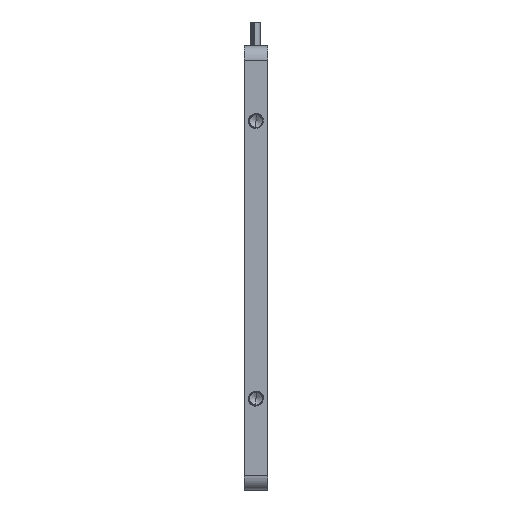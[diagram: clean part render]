
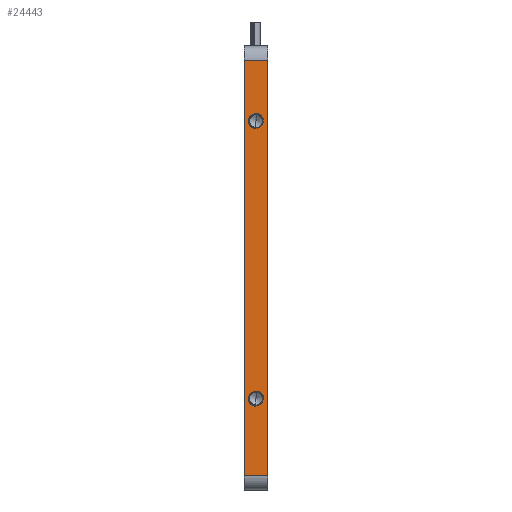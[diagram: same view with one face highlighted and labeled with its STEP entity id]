
A CAD part, left-side view. The second image highlights one B-rep face of the part: STEP entity #24443.
In plain terms, the highlighted planar face has unit normal (-1, 0, 0).
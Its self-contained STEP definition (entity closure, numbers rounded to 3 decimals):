
#685 = VERTEX_POINT ( 'NONE', #7327 ) ;
#785 = CARTESIAN_POINT ( 'NONE',  ( -154.85, 10., -92.65 ) ) ;
#842 = VERTEX_POINT ( 'NONE', #20741 ) ;
#1618 = VECTOR ( 'NONE', #14625, 1000. ) ;
#2487 = LINE ( 'NONE', #18004, #10450 ) ;
#3142 = CARTESIAN_POINT ( 'NONE',  ( -154.85, 10., 86.65 ) ) ;
#3200 = PLANE ( 'NONE',  #34118 ) ;
#3255 = AXIS2_PLACEMENT_3D ( 'NONE', #18670, #13662, #11085 ) ;
#4097 = EDGE_CURVE ( 'NONE', #842, #19437, #28724, .T. ) ;
#4223 = CARTESIAN_POINT ( 'NONE',  ( -154.85, 10., 86.65 ) ) ;
#4903 = DIRECTION ( 'NONE',  ( 0., 0., 1. ) ) ;
#6585 = AXIS2_PLACEMENT_3D ( 'NONE', #14426, #6831, #6991 ) ;
#6831 = DIRECTION ( 'NONE',  ( 1., 0., 0. ) ) ;
#6991 = DIRECTION ( 'NONE',  ( 0., 0., -1. ) ) ;
#7327 = CARTESIAN_POINT ( 'NONE',  ( -154.85, 5., 64.255 ) ) ;
#7836 = LINE ( 'NONE', #23499, #19207 ) ;
#8305 = ORIENTED_EDGE ( 'NONE', *, *, #4097, .T. ) ;
#8497 = EDGE_LOOP ( 'NONE', ( #30951, #22181 ) ) ;
#8510 = ORIENTED_EDGE ( 'NONE', *, *, #18541, .T. ) ;
#8898 = DIRECTION ( 'NONE',  ( 1., 0., 0. ) ) ;
#9799 = DIRECTION ( 'NONE',  ( 1., 0., 0. ) ) ;
#10450 = VECTOR ( 'NONE', #4903, 1000. ) ;
#10463 = EDGE_LOOP ( 'NONE', ( #32357, #14056, #24153, #8510 ) ) ;
#11085 = DIRECTION ( 'NONE',  ( 0., 0., -1. ) ) ;
#11328 = EDGE_LOOP ( 'NONE', ( #11513, #8305 ) ) ;
#11472 = FACE_OUTER_BOUND ( 'NONE', #10463, .T. ) ;
#11513 = ORIENTED_EDGE ( 'NONE', *, *, #30946, .T. ) ;
#11629 = LINE ( 'NONE', #4223, #21271 ) ;
#11898 = CARTESIAN_POINT ( 'NONE',  ( -154.85, 5., 58.245 ) ) ;
#12717 = CARTESIAN_POINT ( 'NONE',  ( -154.85, 10., -86.65 ) ) ;
#13409 = VERTEX_POINT ( 'NONE', #11898 ) ;
#13442 = CARTESIAN_POINT ( 'NONE',  ( -154.85, 5., -51.545 ) ) ;
#13662 = DIRECTION ( 'NONE',  ( 1., 0., 0. ) ) ;
#14056 = ORIENTED_EDGE ( 'NONE', *, *, #28462, .T. ) ;
#14426 = CARTESIAN_POINT ( 'NONE',  ( -154.85, 5., -54.55 ) ) ;
#14625 = DIRECTION ( 'NONE',  ( 0., -1., 0. ) ) ;
#16052 = AXIS2_PLACEMENT_3D ( 'NONE', #33405, #9799, #17735 ) ;
#16865 = CARTESIAN_POINT ( 'NONE',  ( -154.85, 10., -86.65 ) ) ;
#17053 = CIRCLE ( 'NONE', #6585, 3.005 ) ;
#17735 = DIRECTION ( 'NONE',  ( 0., 0., -1. ) ) ;
#18004 = CARTESIAN_POINT ( 'NONE',  ( -154.85, 0., -92.65 ) ) ;
#18541 = EDGE_CURVE ( 'NONE', #21414, #33410, #11629, .T. ) ;
#18670 = CARTESIAN_POINT ( 'NONE',  ( -154.85, 5., 61.25 ) ) ;
#19207 = VECTOR ( 'NONE', #25932, 1000. ) ;
#19437 = VERTEX_POINT ( 'NONE', #13442 ) ;
#19681 = DIRECTION ( 'NONE',  ( 1., 0., 0. ) ) ;
#20741 = CARTESIAN_POINT ( 'NONE',  ( -154.85, 5., -57.555 ) ) ;
#21271 = VECTOR ( 'NONE', #22804, 1000. ) ;
#21414 = VERTEX_POINT ( 'NONE', #24817 ) ;
#21974 = DIRECTION ( 'NONE',  ( 0., 0., -1. ) ) ;
#22113 = EDGE_CURVE ( 'NONE', #13409, #685, #23068, .T. ) ;
#22181 = ORIENTED_EDGE ( 'NONE', *, *, #22113, .T. ) ;
#22419 = CARTESIAN_POINT ( 'NONE',  ( -154.85, 5., 61.25 ) ) ;
#22804 = DIRECTION ( 'NONE',  ( 0., 1., 0. ) ) ;
#23068 = CIRCLE ( 'NONE', #33540, 3.005 ) ;
#23499 = CARTESIAN_POINT ( 'NONE',  ( -154.85, 10., -92.65 ) ) ;
#24153 = ORIENTED_EDGE ( 'NONE', *, *, #24890, .T. ) ;
#24207 = VERTEX_POINT ( 'NONE', #24655 ) ;
#24401 = FACE_BOUND ( 'NONE', #8497, .T. ) ;
#24443 = ADVANCED_FACE ( 'NONE', ( #24401, #29931, #11472 ), #3200, .F. ) ;
#24655 = CARTESIAN_POINT ( 'NONE',  ( -154.85, 0., -86.65 ) ) ;
#24784 = LINE ( 'NONE', #16865, #1618 ) ;
#24817 = CARTESIAN_POINT ( 'NONE',  ( -154.85, 0., 86.65 ) ) ;
#24890 = EDGE_CURVE ( 'NONE', #24207, #21414, #2487, .T. ) ;
#25932 = DIRECTION ( 'NONE',  ( 0., 0., 1. ) ) ;
#26178 = VERTEX_POINT ( 'NONE', #12717 ) ;
#28462 = EDGE_CURVE ( 'NONE', #26178, #24207, #24784, .T. ) ;
#28724 = CIRCLE ( 'NONE', #16052, 3.005 ) ;
#29931 = FACE_BOUND ( 'NONE', #11328, .T. ) ;
#30197 = DIRECTION ( 'NONE',  ( 0., 0., -1. ) ) ;
#30251 = EDGE_CURVE ( 'NONE', #26178, #33410, #7836, .T. ) ;
#30876 = EDGE_CURVE ( 'NONE', #685, #13409, #33538, .T. ) ;
#30946 = EDGE_CURVE ( 'NONE', #19437, #842, #17053, .T. ) ;
#30951 = ORIENTED_EDGE ( 'NONE', *, *, #30876, .T. ) ;
#32357 = ORIENTED_EDGE ( 'NONE', *, *, #30251, .F. ) ;
#33405 = CARTESIAN_POINT ( 'NONE',  ( -154.85, 5., -54.55 ) ) ;
#33410 = VERTEX_POINT ( 'NONE', #3142 ) ;
#33538 = CIRCLE ( 'NONE', #3255, 3.005 ) ;
#33540 = AXIS2_PLACEMENT_3D ( 'NONE', #22419, #19681, #30197 ) ;
#34118 = AXIS2_PLACEMENT_3D ( 'NONE', #785, #8898, #21974 ) ;
